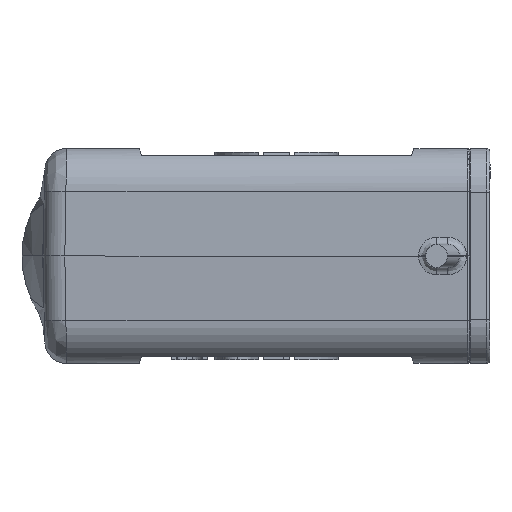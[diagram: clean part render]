
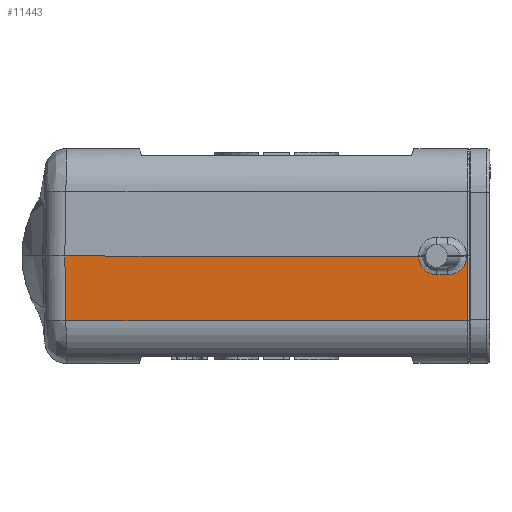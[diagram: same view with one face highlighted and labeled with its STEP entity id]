
A CAD part, left-side view. The second image highlights one B-rep face of the part: STEP entity #11443.
In plain terms, the highlighted planar face has unit normal (-1, 0.018, -0.017).
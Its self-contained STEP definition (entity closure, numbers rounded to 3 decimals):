
#1643=CARTESIAN_POINT('',(-30.378,79.673,
-8.855));
#1655=DIRECTION('',(0.017,1.,0.));
#1656=VECTOR('',#1655,55.101);
#1657=CARTESIAN_POINT('',(-31.34,24.58,
-8.855));
#1658=LINE('',#1657,#1656);
#2611=DIRECTION('',(0.017,-0.017,-1.));
#2612=VECTOR('',#2611,8.857);
#2613=CARTESIAN_POINT('',(-30.53,79.828,
0.));
#2614=LINE('',#2613,#2612);
#2615=DIRECTION('',(0.017,1.,0.));
#2616=VECTOR('',#2615,48.578);
#2617=CARTESIAN_POINT('',(-31.378,31.258,
0.));
#2618=LINE('',#2617,#2616);
#2619=CARTESIAN_POINT('',(-31.491,24.716,
-0.083));
#2620=CARTESIAN_POINT('',(-31.489,24.716,
-0.187));
#2621=CARTESIAN_POINT('',(-31.485,24.728,
-0.395));
#2622=CARTESIAN_POINT('',(-31.479,24.789,
-0.707));
#2623=CARTESIAN_POINT('',(-31.472,24.891,
-1.01));
#2624=CARTESIAN_POINT('',(-31.464,25.035,
-1.3));
#2625=CARTESIAN_POINT('',(-31.456,25.218,
-1.572));
#2626=CARTESIAN_POINT('',(-31.448,25.44,
-1.822));
#2627=CARTESIAN_POINT('',(-31.439,25.697,
-2.045));
#2628=CARTESIAN_POINT('',(-31.431,25.985,
-2.234));
#2629=CARTESIAN_POINT('',(-31.423,26.3,
-2.387));
#2630=CARTESIAN_POINT('',(-31.415,26.638,
-2.5));
#2631=CARTESIAN_POINT('',(-31.408,26.99,
-2.568));
#2632=CARTESIAN_POINT('',(-31.403,27.225,
-2.583));
#2633=CARTESIAN_POINT('',(-31.401,27.344,
-2.583));
#2635=DIRECTION('',(0.017,1.,0.));
#2636=VECTOR('',#2635,0.136);
#2637=CARTESIAN_POINT('',(-31.495,24.58,
0.));
#2638=LINE('',#2637,#2636);
#2639=DIRECTION('',(-0.017,0.,1.));
#2640=VECTOR('',#2639,8.856);
#2641=CARTESIAN_POINT('',(-31.34,24.58,
-8.855));
#2642=LINE('',#2641,#2640);
#2643=CARTESIAN_POINT('',(-30.53,79.828,
0.));
#4014=DIRECTION('',(-0.017,-1.,0.));
#4015=VECTOR('',#4014,1.413);
#4016=CARTESIAN_POINT('',(-31.377,28.757,
-2.583));
#4017=LINE('',#4016,#4015);
#4028=CARTESIAN_POINT('',(-31.377,31.258,
-0.083));
#4029=CARTESIAN_POINT('',(-31.373,31.258,
-0.306));
#4030=CARTESIAN_POINT('',(-31.366,31.2,
-0.736));
#4031=CARTESIAN_POINT('',(-31.36,30.947,
-1.349));
#4032=CARTESIAN_POINT('',(-31.358,30.545,
-1.871));
#4033=CARTESIAN_POINT('',(-31.36,30.022,
-2.273));
#4034=CARTESIAN_POINT('',(-31.366,29.41,
-2.525));
#4035=CARTESIAN_POINT('',(-31.373,28.981,
-2.583));
#4036=CARTESIAN_POINT('',(-31.377,28.757,
-2.583));
#4038=DIRECTION('',(0.017,0.,-1.));
#4039=VECTOR('',#4038,0.082);
#4040=CARTESIAN_POINT('',(-31.378,31.258,
0.));
#4041=LINE('',#4040,#4039);
#4197=DIRECTION('',(-0.017,0.004,1.));
#4198=VECTOR('',#4197,0.083);
#4199=CARTESIAN_POINT('',(-31.491,24.716,
-0.083));
#4200=LINE('',#4199,#4198);
#6551=CARTESIAN_POINT('',(-31.401,27.344,
-2.583));
#6553=VERTEX_POINT('',#6551);
#6588=CARTESIAN_POINT('',(-31.377,28.757,
-2.583));
#6589=VERTEX_POINT('',#6588);
#6645=CARTESIAN_POINT('',(-31.34,24.58,
-8.855));
#6646=CARTESIAN_POINT('',(-31.495,24.58,
0.));
#6647=VERTEX_POINT('',#6645);
#6648=VERTEX_POINT('',#6646);
#6834=VERTEX_POINT('',#2619);
#6839=CARTESIAN_POINT('',(-31.492,24.717,
0.));
#6840=VERTEX_POINT('',#6839);
#6855=VERTEX_POINT('',#4028);
#6856=VERTEX_POINT('',#1643);
#7004=CARTESIAN_POINT('',(-31.378,31.258,
0.));
#7005=VERTEX_POINT('',#7004);
#7428=VERTEX_POINT('',#2643);
#11418=CARTESIAN_POINT('',(-31.519,24.275,
1.091));
#11419=DIRECTION('',(-1.,0.017,-0.017));
#11420=DIRECTION('',(-0.017,-1.,0.));
#11421=AXIS2_PLACEMENT_3D('',#11418,#11419,#11420);
#11422=PLANE('',#11421);
#11424=ORIENTED_EDGE('',*,*,#11423,.F.);
#11426=ORIENTED_EDGE('',*,*,#11425,.F.);
#11428=ORIENTED_EDGE('',*,*,#11427,.T.);
#11430=ORIENTED_EDGE('',*,*,#11429,.T.);
#11432=ORIENTED_EDGE('',*,*,#11431,.T.);
#11434=ORIENTED_EDGE('',*,*,#11433,.F.);
#11436=ORIENTED_EDGE('',*,*,#11435,.T.);
#11438=ORIENTED_EDGE('',*,*,#11437,.F.);
#11439=ORIENTED_EDGE('',*,*,#11413,.F.);
#11440=ORIENTED_EDGE('',*,*,#10161,.T.);
#11441=EDGE_LOOP('',(#11424,#11426,#11428,#11430,#11432,#11434,#11436,#11438,
#11439,#11440));
#11442=FACE_OUTER_BOUND('',#11441,.F.);
#11443=ADVANCED_FACE('',(#11442),#11422,.T.);
#2634=B_SPLINE_CURVE_WITH_KNOTS('',3,(#2619,#2620,#2621,#2622,#2623,#2624,#2625,
#2626,#2627,#2628,#2629,#2630,#2631,#2632,#2633),.UNSPECIFIED.,.F.,.F.,(4,1,1,1,
1,1,1,1,1,1,1,1,4),(0.,0.083,0.167,0.25,
0.333,0.417,0.5,0.583,0.667,
0.75,0.833,0.917,1.),.UNSPECIFIED.);
#4037=B_SPLINE_CURVE_WITH_KNOTS('',3,(#4028,#4029,#4030,#4031,#4032,#4033,#4034,
#4035,#4036),.UNSPECIFIED.,.F.,.F.,(4,1,1,1,1,1,4),(0.,0.167,
0.333,0.5,0.667,0.833,1.),
.UNSPECIFIED.);
#10161=EDGE_CURVE('',#6647,#6856,#1658,.T.);
#11413=EDGE_CURVE('',#6647,#6648,#2642,.T.);
#11423=EDGE_CURVE('',#7428,#6856,#2614,.T.);
#11425=EDGE_CURVE('',#7005,#7428,#2618,.T.);
#11427=EDGE_CURVE('',#7005,#6855,#4041,.T.);
#11429=EDGE_CURVE('',#6855,#6589,#4037,.T.);
#11431=EDGE_CURVE('',#6589,#6553,#4017,.T.);
#11433=EDGE_CURVE('',#6834,#6553,#2634,.T.);
#11435=EDGE_CURVE('',#6834,#6840,#4200,.T.);
#11437=EDGE_CURVE('',#6648,#6840,#2638,.T.);
